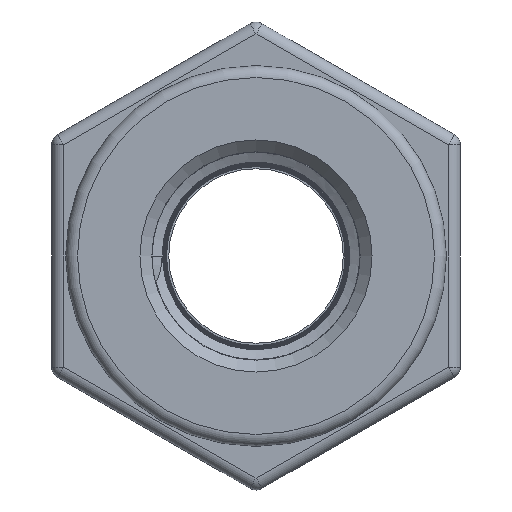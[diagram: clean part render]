
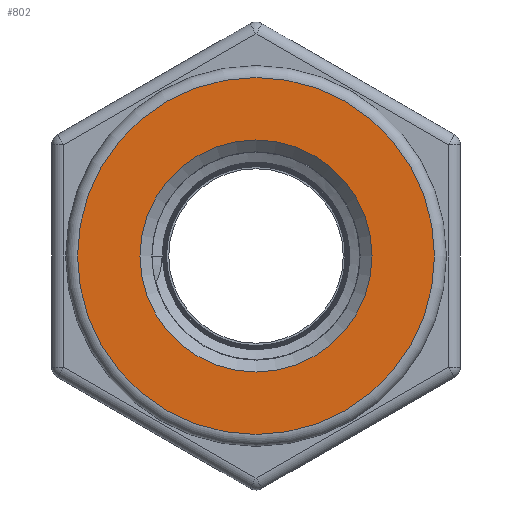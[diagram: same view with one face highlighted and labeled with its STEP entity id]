
A CAD part, left-side view. The second image highlights one B-rep face of the part: STEP entity #802.
In plain terms, the highlighted planar face has unit normal (-1, 0, 0).
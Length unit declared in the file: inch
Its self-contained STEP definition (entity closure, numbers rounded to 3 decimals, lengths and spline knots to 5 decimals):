
#138=PLANE($,#875);
#178=FACE_BOUND($,#259,.T.);
#179=FACE_BOUND($,#260,.T.);
#259=EDGE_LOOP($,(#575));
#260=EDGE_LOOP($,(#576));
#328=CIRCLE($,#871,0.9);
#331=CIRCLE($,#876,0.585);
#386=VERTEX_POINT($,#1810);
#389=VERTEX_POINT($,#1818);
#453=EDGE_CURVE($,#386,#386,#328,.T.);
#456=EDGE_CURVE($,#389,#389,#331,.T.);
#575=ORIENTED_EDGE($,*,*,#456,.T.);
#576=ORIENTED_EDGE($,*,*,#453,.F.);
#802=ADVANCED_FACE($,(#178,#179),#138,.T.);
#871=AXIS2_PLACEMENT_3D($,#1811,#992,#993);
#875=AXIS2_PLACEMENT_3D($,#1817,#1000,#1001);
#876=AXIS2_PLACEMENT_3D($,#1819,#1002,#1003);
#992=DIRECTION('center_axis',(1.,0.,0.));
#993=DIRECTION('ref_axis',(0.,-1.,0.));
#1000=DIRECTION('center_axis',(-1.,0.,0.));
#1001=DIRECTION('ref_axis',(0.,0.,1.));
#1002=DIRECTION('center_axis',(1.,0.,0.));
#1003=DIRECTION('ref_axis',(0.,1.,0.));
#1810=CARTESIAN_POINT('',(0.,0.9,0.));
#1811=CARTESIAN_POINT('Origin',(0.,0.,0.));
#1817=CARTESIAN_POINT('Origin',(0.,0.7725,0.));
#1818=CARTESIAN_POINT('',(0.,0.585,0.));
#1819=CARTESIAN_POINT('Origin',(0.,0.,0.));
